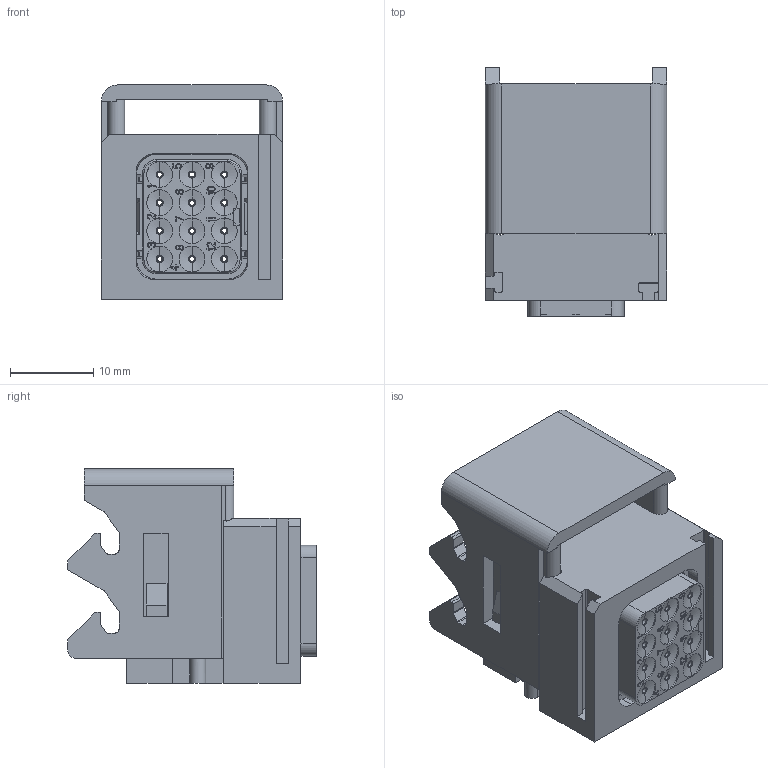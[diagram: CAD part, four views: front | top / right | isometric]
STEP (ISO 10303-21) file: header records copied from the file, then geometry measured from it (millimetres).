
FILE_DESCRIPTION((''),'2;1');
FILE_NAME('35599137000','2020-02-19T',('presta_be4'),(''),'CREO PARAMETRIC BY PTC INC, 2018360','CREO PARAMETRIC BY PTC INC, 2018360','');
FILE_SCHEMA(('CONFIG_CONTROL_DESIGN'));
Products named in the file (1): 35599137000
Bounding box: 21.8 x 29.91 x 25.75 mm (x, y, z)
Volume: 7068.9 mm3; surface area: 9786.1 mm2
Topology: 1 solids, 1 shells, 2625 faces, 6668 edges, 4158 vertices
Faces by surface type: plane 1469, cylinder 426, torus 352, cone 330, bspline 48
Entity records: 91027 total; most frequent: CARTESIAN_POINT 27440, ORIENTED_EDGE 13336, DIRECTION 13208, EDGE_CURVE 6668, AXIS2_PLACEMENT_3D 4495, VECTOR 4218, LINE 4218, VERTEX_POINT 4158
